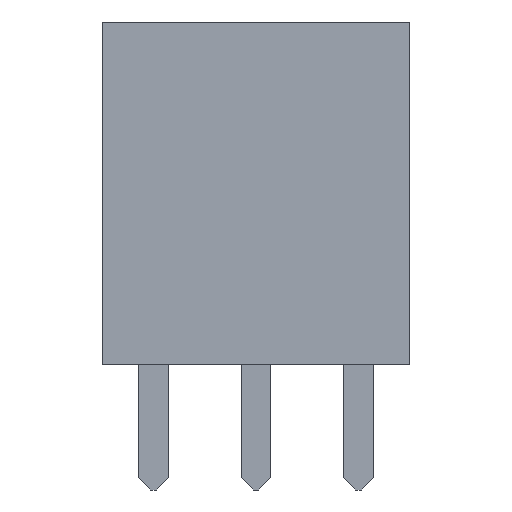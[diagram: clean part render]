
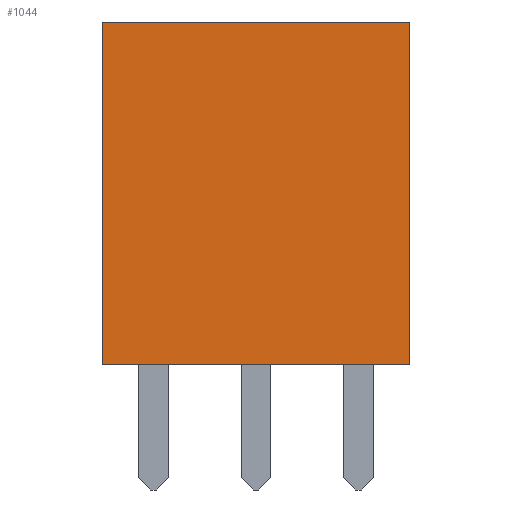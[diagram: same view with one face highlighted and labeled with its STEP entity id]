
A CAD part, front view. The second image highlights one B-rep face of the part: STEP entity #1044.
In plain terms, the highlighted planar face has unit normal (0, -1, 0).
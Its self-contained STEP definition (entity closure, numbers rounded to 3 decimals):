
#80=FACE_OUTER_BOUND('',#144,.T.);
#144=EDGE_LOOP('',(#891,#892,#893,#894));
#207=LINE('',#1516,#345);
#232=LINE('',#1568,#370);
#237=LINE('',#1577,#375);
#272=LINE('',#1648,#410);
#345=VECTOR('',#1237,10.);
#370=VECTOR('',#1276,10.);
#375=VECTOR('',#1285,10.);
#410=VECTOR('',#1360,10.);
#465=VERTEX_POINT('',#1513);
#466=VERTEX_POINT('',#1515);
#485=VERTEX_POINT('',#1565);
#486=VERTEX_POINT('',#1567);
#571=EDGE_CURVE('',#465,#466,#207,.T.);
#596=EDGE_CURVE('',#486,#485,#232,.T.);
#601=EDGE_CURVE('',#486,#465,#237,.T.);
#636=EDGE_CURVE('',#485,#466,#272,.F.);
#891=ORIENTED_EDGE('',*,*,#596,.T.);
#892=ORIENTED_EDGE('',*,*,#636,.T.);
#893=ORIENTED_EDGE('',*,*,#571,.F.);
#894=ORIENTED_EDGE('',*,*,#601,.F.);
#983=PLANE('',#1123);
#1044=ADVANCED_FACE('',(#80),#983,.T.);
#1123=AXIS2_PLACEMENT_3D('',#1649,#1361,#1362);
#1237=DIRECTION('',(1.,0.,0.));
#1276=DIRECTION('',(1.,0.,0.));
#1285=DIRECTION('',(0.,0.,1.));
#1360=DIRECTION('',(0.,0.,-1.));
#1361=DIRECTION('center_axis',(0.,-1.,0.));
#1362=DIRECTION('ref_axis',(1.,0.,0.));
#1513=CARTESIAN_POINT('',(-3.84,-1.25,8.6));
#1515=CARTESIAN_POINT('',(3.78,-1.25,8.6));
#1516=CARTESIAN_POINT('',(-3.84,-1.25,8.6));
#1565=CARTESIAN_POINT('',(3.78,-1.25,0.1));
#1567=CARTESIAN_POINT('',(-3.84,-1.25,0.1));
#1568=CARTESIAN_POINT('',(-3.84,-1.25,0.1));
#1577=CARTESIAN_POINT('',(-3.84,-1.25,0.1));
#1648=CARTESIAN_POINT('',(3.78,-1.25,0.1));
#1649=CARTESIAN_POINT('Origin',(-3.84,-1.25,0.1));
